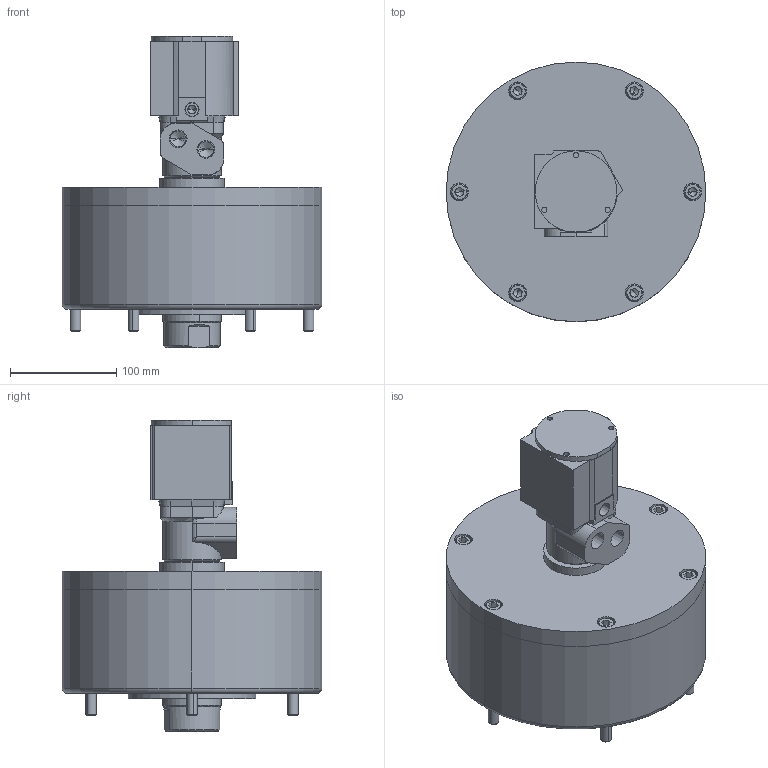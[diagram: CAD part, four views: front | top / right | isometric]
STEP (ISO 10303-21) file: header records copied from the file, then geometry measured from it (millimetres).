
FILE_DESCRIPTION (( 'STEP AP203' ), '1' );
FILE_NAME ('CF-RS-200.STEP', '2021-08-26T02:12:18', ( '' ), ( '' ), 'SwSTEP 2.0', 'SolidWorks 2016', '' );
FILE_SCHEMA (( 'CONFIG_CONTROL_DESIGN' ));
Length unit declared in the file: millimetre
Products named in the file (8): RS-200活塞; RK-100閥體(小); RS-200行控盒; RS-200後蓋; 圓頭內六角螺栓_M10x125; CF-RS-200; RK-200缸體; RS-200閥軸
Assembly tree (12 placements, depth 2):
  CF-RS-200
    RK-200缸體
    RS-200閥軸
    RS-200活塞
    RK-100閥體(小)
    RS-200行控盒
    RS-200後蓋
    圓頭內六角螺栓_M10x125  x6
Bounding box: 245 x 245 x 293.5 mm (x, y, z)
Volume: 4614947 mm3; surface area: 487591.3 mm2
Topology: 12 solids, 12 shells, 405 faces, 959 edges, 589 vertices
Faces by surface type: plane 176, cylinder 147, cone 70, bspline 8, torus 4
Entity records: 9748 total; most frequent: CARTESIAN_POINT 2045, DIRECTION 1499, ORIENTED_EDGE 1316, EDGE_CURVE 658, AXIS2_PLACEMENT_3D 588, VERTEX_POINT 424, EDGE_LOOP 354, VECTOR 323
